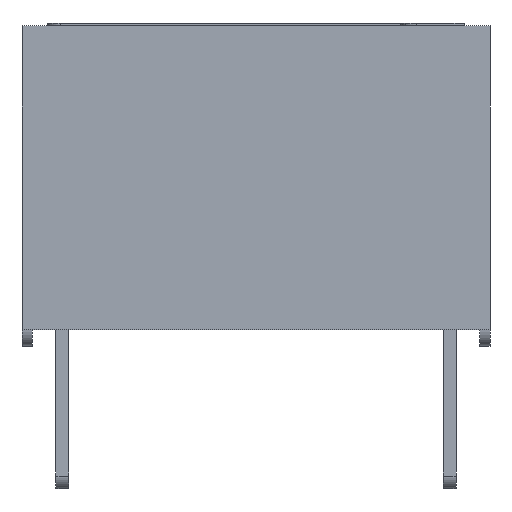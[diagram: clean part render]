
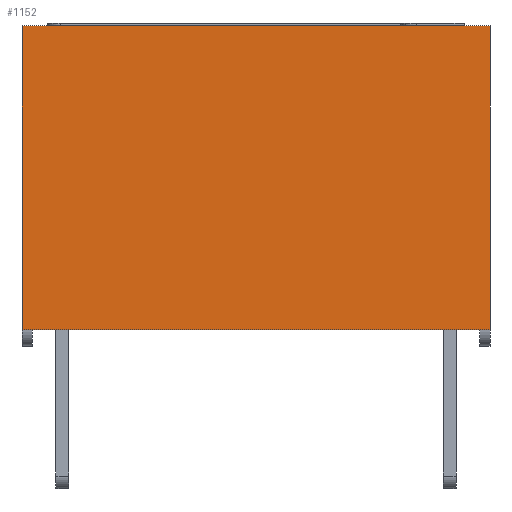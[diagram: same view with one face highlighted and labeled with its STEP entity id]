
A CAD part, front view. The second image highlights one B-rep face of the part: STEP entity #1152.
In plain terms, the highlighted planar face has unit normal (0, -1, 0).
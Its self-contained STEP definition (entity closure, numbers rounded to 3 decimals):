
#127 = VERTEX_POINT('',#128);
#128 = CARTESIAN_POINT('',(4.6,-7.1,6.3));
#134 = EDGE_CURVE('',#135,#127,#137,.T.);
#135 = VERTEX_POINT('',#136);
#136 = CARTESIAN_POINT('',(4.6,-7.1,0.33));
#137 = LINE('',#138,#139);
#138 = CARTESIAN_POINT('',(4.6,-7.1,0.));
#139 = VECTOR('',#140,1.);
#140 = DIRECTION('',(0.,0.,1.));
#184 = EDGE_CURVE('',#127,#185,#187,.T.);
#185 = VERTEX_POINT('',#186);
#186 = CARTESIAN_POINT('',(-4.6,-7.1,6.3));
#187 = LINE('',#188,#189);
#188 = CARTESIAN_POINT('',(4.6,-7.1,6.3));
#189 = VECTOR('',#190,1.);
#190 = DIRECTION('',(-1.,0.,0.));
#917 = VERTEX_POINT('',#918);
#918 = CARTESIAN_POINT('',(-4.6,-7.1,0.33));
#926 = EDGE_CURVE('',#917,#185,#927,.T.);
#927 = LINE('',#928,#929);
#928 = CARTESIAN_POINT('',(-4.6,-7.1,0.));
#929 = VECTOR('',#930,1.);
#930 = DIRECTION('',(0.,0.,1.));
#1152 = ADVANCED_FACE('',(#1153),#1164,.T.);
#1153 = FACE_BOUND('',#1154,.T.);
#1154 = EDGE_LOOP('',(#1155,#1161,#1162,#1163));
#1155 = ORIENTED_EDGE('',*,*,#1156,.F.);
#1156 = EDGE_CURVE('',#135,#917,#1157,.T.);
#1157 = LINE('',#1158,#1159);
#1158 = CARTESIAN_POINT('',(4.6,-7.1,0.33));
#1159 = VECTOR('',#1160,1.);
#1160 = DIRECTION('',(-1.,0.,0.));
#1161 = ORIENTED_EDGE('',*,*,#134,.T.);
#1162 = ORIENTED_EDGE('',*,*,#184,.T.);
#1163 = ORIENTED_EDGE('',*,*,#926,.F.);
#1164 = PLANE('',#1165);
#1165 = AXIS2_PLACEMENT_3D('',#1166,#1167,#1168);
#1166 = CARTESIAN_POINT('',(4.6,-7.1,0.));
#1167 = DIRECTION('',(0.,-1.,0.));
#1168 = DIRECTION('',(-1.,0.,0.));
